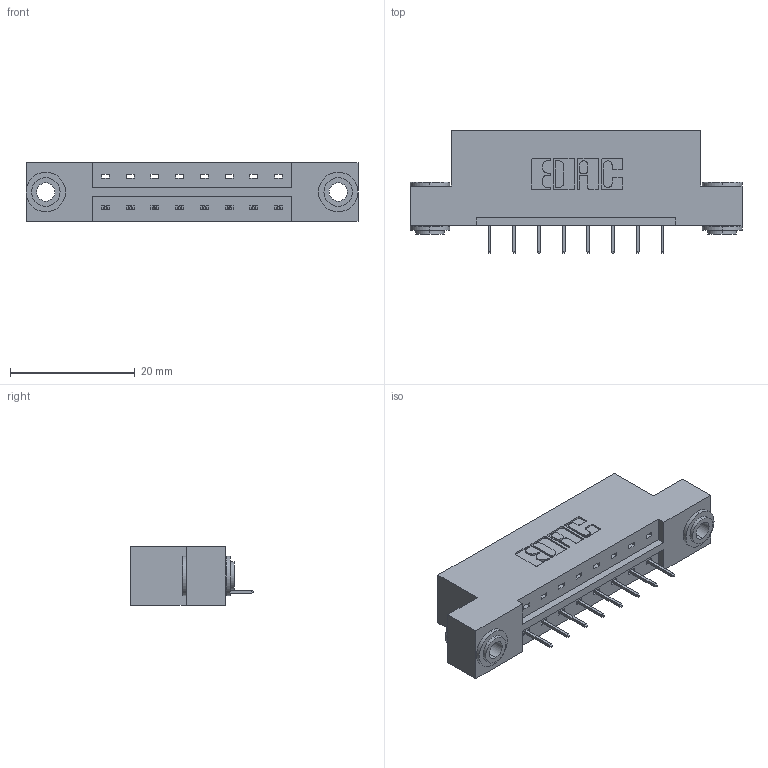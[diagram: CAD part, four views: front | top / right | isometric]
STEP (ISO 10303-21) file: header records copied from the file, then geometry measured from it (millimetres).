
FILE_DESCRIPTION (( 'STEP AP203' ), '1' );
FILE_NAME ('333-008-524-103.STEP', '2018-07-31T22:00:46', ( '' ), ( '' ), 'SwSTEP 2.0', 'SolidWorks 2016', '' );
FILE_SCHEMA (( 'CONFIG_CONTROL_DESIGN' ));
Length unit declared in the file: inch
Products named in the file (4): 333 Part_Flush - .156 Dia - TH; 345-292-001_345-293-124; 345-250-002_345-250-002-102; 333-008-524-103
Assembly tree (11 placements, depth 2):
  333-008-524-103
    333 Part_Flush - .156 Dia - TH
    345-292-001_345-293-124  x8
    345-250-002_345-250-002-102  x2
Bounding box: 53.24 x 19.69 x 9.4 mm (x, y, z)
Volume: 5052.7 mm3; surface area: 5363.3 mm2
Topology: 11 solids, 11 shells, 648 faces, 1827 edges, 1182 vertices
Faces by surface type: plane 464, cylinder 176, cone 8
Entity records: 10012 total; most frequent: CARTESIAN_POINT 1709, ORIENTED_EDGE 1646, DIRECTION 1545, EDGE_CURVE 823, VECTOR 675, LINE 675, VERTEX_POINT 542, AXIS2_PLACEMENT_3D 435
